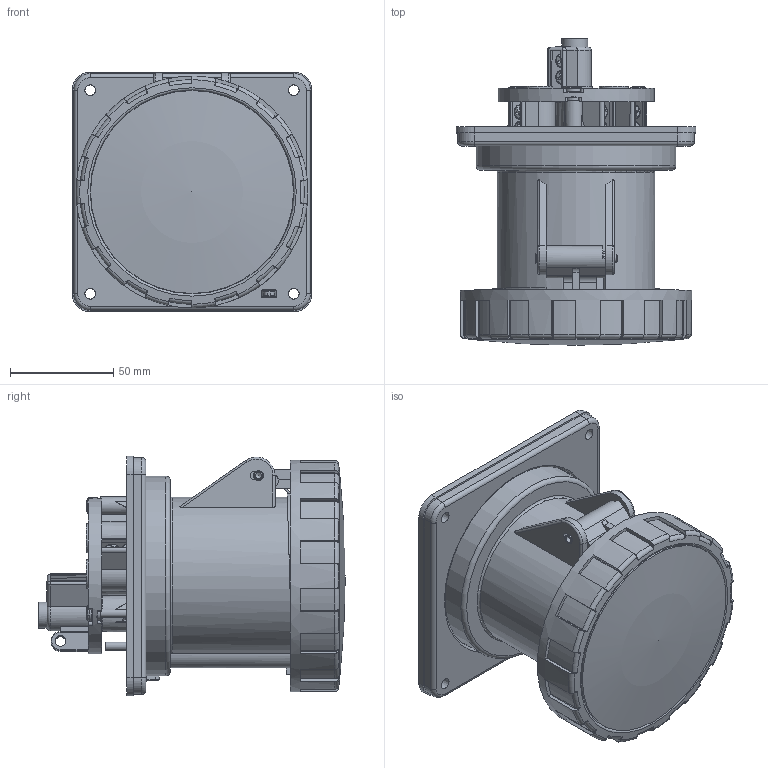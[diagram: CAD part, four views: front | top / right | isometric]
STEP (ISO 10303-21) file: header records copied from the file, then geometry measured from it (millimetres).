
FILE_DESCRIPTION(/* description */ (''),/* implementation_level */ '2;1');
FILE_NAME(/* name */ '4003610.stp',/* time_stamp */ '2019-03-01T11:27:28+01:00',/* author */ (''),/* organization */ (''),/* preprocessor_version */ 'ST-DEVELOPER v16.7',/* originating_system */ 'SIEMENS PLM Software NX 12.0',/* authorisation */ '');
FILE_SCHEMA (('AUTOMOTIVE_DESIGN { 1 0 10303 214 3 1 1 1 }'));
Length unit declared in the file: millimetre
Products named in the file (1): bsom23CC53FBp2qs
Bounding box: 116 x 148.15 x 116 mm (x, y, z)
Volume: 346819.1 mm3; surface area: 310677.2 mm2
Topology: 30 solids, 30 shells, 3071 faces, 7993 edges, 5099 vertices
Faces by surface type: plane 1341, cylinder 731, torus 385, cone 238, bspline 171, extrusion 122, sphere 83
Full cylindrical faces by diameter (mm): 1.1 x4, 1.4 x3, 2.5 x2, 2.6 x4, 2.625 x4, 3 x14, 3.2 x3, 3.5 x7, 3.714 x1, 3.9 x5, 4 x10, 4.1 x3, 4.2 x11, 4.4 x1, 4.5 x3, 4.642 x1, 5 x9, 5.1 x4, 5.2 x2, 6 x1, 6.1 x1, 6.65 x4, 6.8 x3, 7 x8, 7.1 x1, 7.4 x4, 7.75 x3, 8 x6, 8.1 x3, 8.5 x4
Entity records: 105732 total; most frequent: CARTESIAN_POINT 33995, ORIENTED_EDGE 14746, DIRECTION 14341, EDGE_CURVE 7373, AXIS2_PLACEMENT_3D 5486, VERTEX_POINT 4932, EDGE_LOOP 3741, VECTOR 3369
